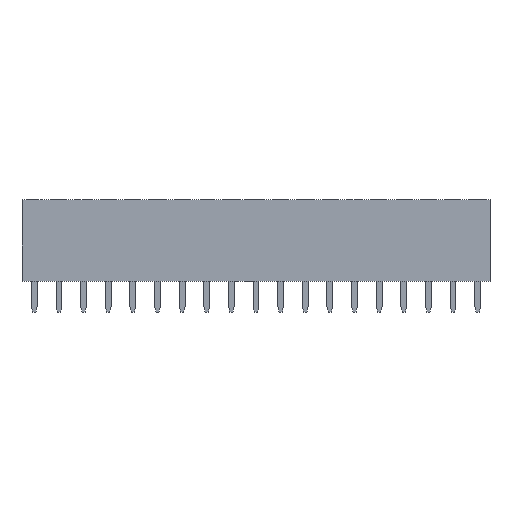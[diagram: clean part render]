
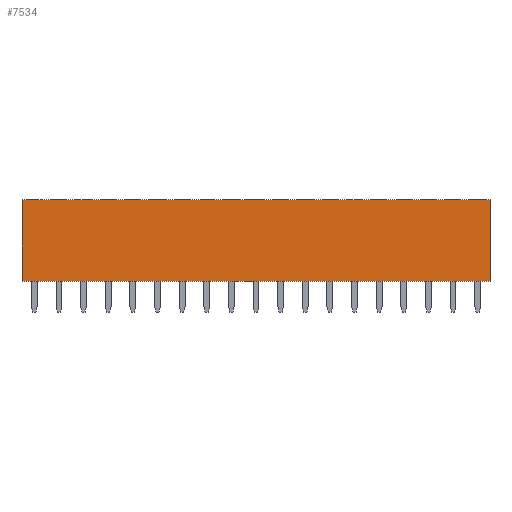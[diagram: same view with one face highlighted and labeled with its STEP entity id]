
A CAD part, top view. The second image highlights one B-rep face of the part: STEP entity #7534.
In plain terms, the highlighted planar face has unit normal (0, 0, 1).
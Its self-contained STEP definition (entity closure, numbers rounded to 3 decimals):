
#430=CARTESIAN_POINT('',(46.99,8.4,1.27));
#431=VERTEX_POINT('',#430);
#438=CARTESIAN_POINT('',(46.99,0.0,1.27));
#439=VERTEX_POINT('',#438);
#440=CARTESIAN_POINT('',(46.99,0.0,1.27));
#441=DIRECTION('',(0.0,1.0,0.0));
#442=VECTOR('',#441,8.4);
#443=LINE('',#440,#442);
#444=EDGE_CURVE('',#439,#431,#443,.T.);
#6948=CARTESIAN_POINT('',(-1.27,8.4,1.27));
#6949=VERTEX_POINT('',#6948);
#6950=CARTESIAN_POINT('',(46.99,8.4,1.27));
#6951=DIRECTION('',(-1.0,0.0,0.0));
#6952=VECTOR('',#6951,48.26);
#6953=LINE('',#6950,#6952);
#6954=EDGE_CURVE('',#431,#6949,#6953,.T.);
#7448=CARTESIAN_POINT('',(-1.27,0.0,1.27));
#7449=VERTEX_POINT('',#7448);
#7450=CARTESIAN_POINT('',(-1.27,0.0,1.27));
#7451=DIRECTION('',(1.0,0.0,0.0));
#7452=VECTOR('',#7451,48.26);
#7453=LINE('',#7450,#7452);
#7454=EDGE_CURVE('',#7449,#439,#7453,.T.);
#7518=CARTESIAN_POINT('',(1.27,0.0,1.27));
#7519=DIRECTION('',(0.0,0.0,1.0));
#7520=DIRECTION('',(1.0,0.0,0.0));
#7521=AXIS2_PLACEMENT_3D('',#7518,#7519,#7520);
#7522=PLANE('',#7521);
#7523=ORIENTED_EDGE('',*,*,#6954,.T.);
#7524=CARTESIAN_POINT('',(-1.27,0.0,1.27));
#7525=DIRECTION('',(0.0,1.0,0.0));
#7526=VECTOR('',#7525,8.4);
#7527=LINE('',#7524,#7526);
#7528=EDGE_CURVE('',#7449,#6949,#7527,.T.);
#7529=ORIENTED_EDGE('',*,*,#7528,.F.);
#7530=ORIENTED_EDGE('',*,*,#7454,.T.);
#7531=ORIENTED_EDGE('',*,*,#444,.T.);
#7532=EDGE_LOOP('',(#7523,#7529,#7530,#7531));
#7533=FACE_OUTER_BOUND('',#7532,.T.);
#7534=ADVANCED_FACE('',(#7533),#7522,.T.);
